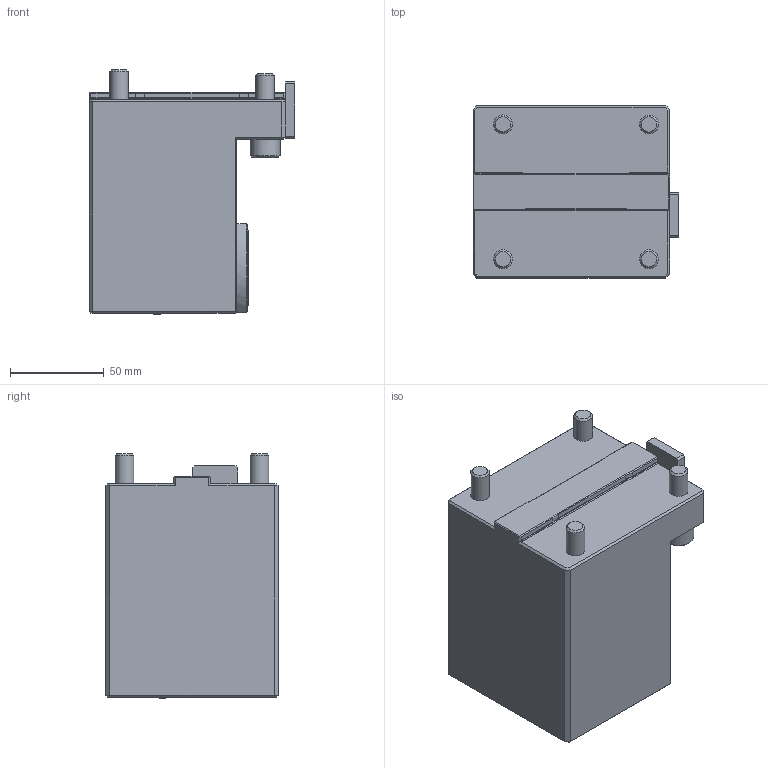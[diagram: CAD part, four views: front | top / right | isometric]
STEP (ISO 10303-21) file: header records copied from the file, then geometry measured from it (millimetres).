
FILE_DESCRIPTION(/* description */ (''),/* implementation_level */ '2;1');
FILE_NAME(/* name */ '1612450065739.stp',/* time_stamp */ '2021-02-04T20:18:03+06:00',/* author */ (''),/* organization */ ('SMS'),/* preprocessor_version */ 'ST-DEVELOPER v16.7',/* originating_system */ 'SIEMENS PLM Software NX 12.0',/* authorisation */ '');
FILE_SCHEMA (('AUTOMOTIVE_DESIGN { 1 0 10303 214 3 1 1 1 }'));
Length unit declared in the file: millimetre
Products named in the file (1): 203358666mod000_00
Bounding box: 110 x 92 x 130.54 mm (x, y, z)
Volume: 900384.4 mm3; surface area: 66525.6 mm2
Topology: 1 solids, 1 shells, 160 faces, 372 edges, 229 vertices
Faces by surface type: plane 101, cylinder 25, cone 24, bspline 5, sphere 5
Full cylindrical faces by diameter (mm): 2.5 x1, 5.7 x1, 7.2 x4, 10 x4, 16 x2, 40 x1
Entity records: 4630 total; most frequent: CARTESIAN_POINT 1166, DIRECTION 691, ORIENTED_EDGE 660, EDGE_CURVE 330, AXIS2_PLACEMENT_3D 239, VERTEX_POINT 217, LINE 213, VECTOR 213
